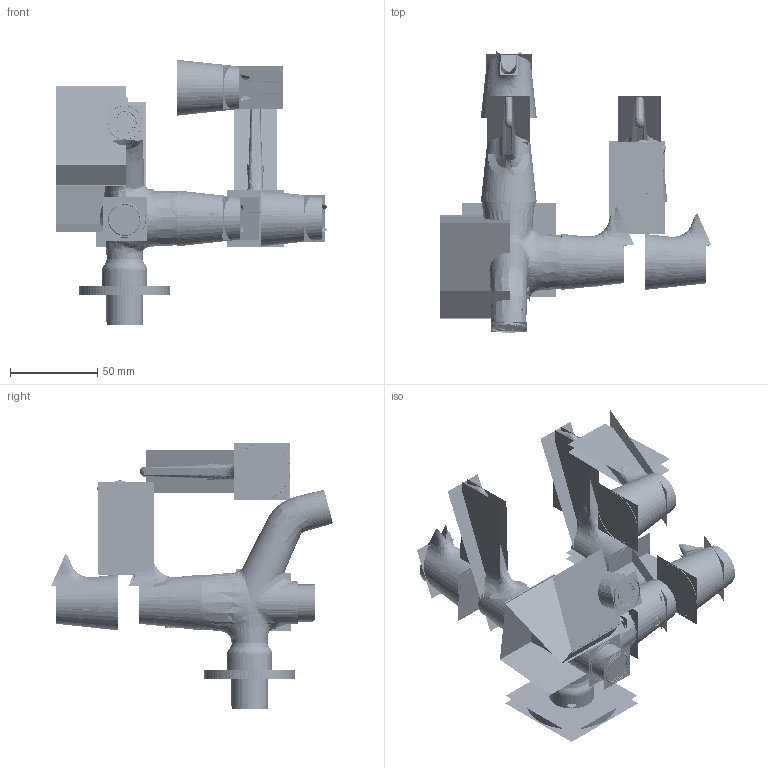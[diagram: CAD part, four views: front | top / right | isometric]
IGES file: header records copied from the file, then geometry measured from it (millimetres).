
Start section:  PTC IGES file: tp0074a_asm.igs
Global section: file name: tp0074a_asm.igs; native system: Pro/ENGINEER by Parametric Technology Corporation; preprocessor: 2009360; author: Administrator; organization: Unknown; date: 20160825.144313; units: millimetre
Bounding box: 155.64 x 161.63 x 152.28 mm (x, y, z)
Volume: 117280.5 mm3; surface area: 1324220.3 mm2
Topology: 16 solids, 26 shells, 4798 faces, 26581 edges, 34717 vertices
Faces by surface type: bspline 2988, revolution 1810
